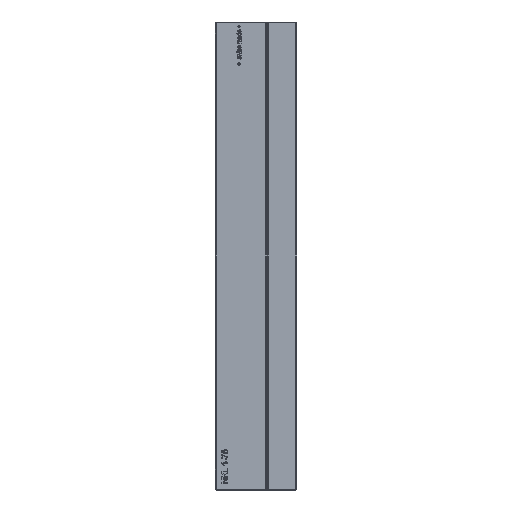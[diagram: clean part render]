
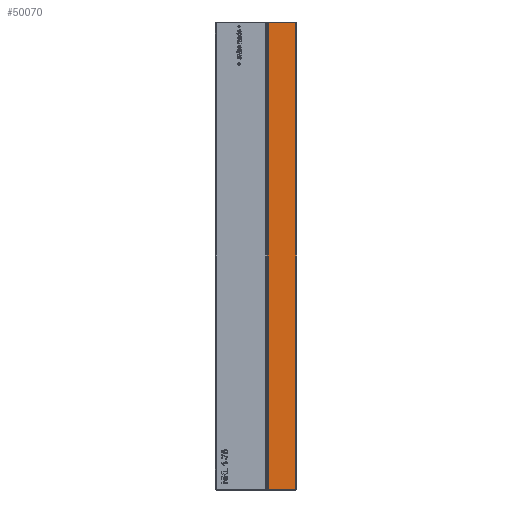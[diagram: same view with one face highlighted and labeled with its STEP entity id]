
A CAD part, left-side view. The second image highlights one B-rep face of the part: STEP entity #50070.
In plain terms, the highlighted planar face has unit normal (-1, 0, 0).
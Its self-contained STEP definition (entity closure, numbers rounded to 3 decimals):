
#47426 = PLANE('',#47427);
#47427 = AXIS2_PLACEMENT_3D('',#47428,#47429,#47430);
#47428 = CARTESIAN_POINT('',(-14.925,4.605,0.));
#47429 = DIRECTION('',(0.707,-0.707,0.));
#47430 = DIRECTION('',(0.,0.,1.));
#47728 = PLANE('',#47729);
#47729 = AXIS2_PLACEMENT_3D('',#47730,#47731,#47732);
#47730 = CARTESIAN_POINT('',(-14.925,0.,0.075));
#47731 = DIRECTION('',(0.707,0.,
    0.707));
#47732 = DIRECTION('',(0.,-1.,0.));
#48030 = PLANE('',#48031);
#48031 = AXIS2_PLACEMENT_3D('',#48032,#48033,#48034);
#48032 = CARTESIAN_POINT('',(-14.925,0.,74.925));
#48033 = DIRECTION('',(-0.707,0.,
    0.707));
#48034 = DIRECTION('',(0.,-1.,0.));
#48504 = VERTEX_POINT('',#48505);
#48505 = CARTESIAN_POINT('',(-15.,4.53,74.85));
#48526 = EDGE_CURVE('',#48527,#48504,#48529,.T.);
#48527 = VERTEX_POINT('',#48528);
#48528 = CARTESIAN_POINT('',(-15.,4.53,0.15));
#48529 = SURFACE_CURVE('',#48530,(#48534,#48541),.PCURVE_S1.);
#48530 = LINE('',#48531,#48532);
#48531 = CARTESIAN_POINT('',(-15.,4.53,0.));
#48532 = VECTOR('',#48533,1.);
#48533 = DIRECTION('',(0.,0.,1.));
#48534 = PCURVE('',#47426,#48535);
#48535 = DEFINITIONAL_REPRESENTATION('',(#48536),#48540);
#48536 = LINE('',#48537,#48538);
#48537 = CARTESIAN_POINT('',(0.,0.106));
#48538 = VECTOR('',#48539,1.);
#48539 = DIRECTION('',(1.,0.));
#48540 = ( GEOMETRIC_REPRESENTATION_CONTEXT(2) 
PARAMETRIC_REPRESENTATION_CONTEXT() REPRESENTATION_CONTEXT('2D SPACE',''
  ) );
#48541 = PCURVE('',#48542,#48547);
#48542 = PLANE('',#48543);
#48543 = AXIS2_PLACEMENT_3D('',#48544,#48545,#48546);
#48544 = CARTESIAN_POINT('',(-15.,0.,0.));
#48545 = DIRECTION('',(-1.,0.,0.));
#48546 = DIRECTION('',(0.,1.,0.));
#48547 = DEFINITIONAL_REPRESENTATION('',(#48548),#48552);
#48548 = LINE('',#48549,#48550);
#48549 = CARTESIAN_POINT('',(4.53,0.));
#48550 = VECTOR('',#48551,1.);
#48551 = DIRECTION('',(0.,-1.));
#48552 = ( GEOMETRIC_REPRESENTATION_CONTEXT(2) 
PARAMETRIC_REPRESENTATION_CONTEXT() REPRESENTATION_CONTEXT('2D SPACE',''
  ) );
#48851 = VERTEX_POINT('',#48852);
#48852 = CARTESIAN_POINT('',(-15.,0.15,0.15));
#48878 = EDGE_CURVE('',#48851,#48527,#48879,.T.);
#48879 = SURFACE_CURVE('',#48880,(#48884,#48891),.PCURVE_S1.);
#48880 = LINE('',#48881,#48882);
#48881 = CARTESIAN_POINT('',(-15.,0.,0.15));
#48882 = VECTOR('',#48883,1.);
#48883 = DIRECTION('',(0.,1.,0.));
#48884 = PCURVE('',#47728,#48885);
#48885 = DEFINITIONAL_REPRESENTATION('',(#48886),#48890);
#48886 = LINE('',#48887,#48888);
#48887 = CARTESIAN_POINT('',(0.,-0.106));
#48888 = VECTOR('',#48889,1.);
#48889 = DIRECTION('',(-1.,0.));
#48890 = ( GEOMETRIC_REPRESENTATION_CONTEXT(2) 
PARAMETRIC_REPRESENTATION_CONTEXT() REPRESENTATION_CONTEXT('2D SPACE',''
  ) );
#48891 = PCURVE('',#48542,#48892);
#48892 = DEFINITIONAL_REPRESENTATION('',(#48893),#48897);
#48893 = LINE('',#48894,#48895);
#48894 = CARTESIAN_POINT('',(0.,-0.15));
#48895 = VECTOR('',#48896,1.);
#48896 = DIRECTION('',(1.,0.));
#48897 = ( GEOMETRIC_REPRESENTATION_CONTEXT(2) 
PARAMETRIC_REPRESENTATION_CONTEXT() REPRESENTATION_CONTEXT('2D SPACE',''
  ) );
#49490 = VERTEX_POINT('',#49491);
#49491 = CARTESIAN_POINT('',(-15.,0.15,74.85));
#49517 = EDGE_CURVE('',#49490,#48504,#49518,.T.);
#49518 = SURFACE_CURVE('',#49519,(#49523,#49530),.PCURVE_S1.);
#49519 = LINE('',#49520,#49521);
#49520 = CARTESIAN_POINT('',(-15.,0.,74.85));
#49521 = VECTOR('',#49522,1.);
#49522 = DIRECTION('',(0.,1.,0.));
#49523 = PCURVE('',#48030,#49524);
#49524 = DEFINITIONAL_REPRESENTATION('',(#49525),#49529);
#49525 = LINE('',#49526,#49527);
#49526 = CARTESIAN_POINT('',(0.,-0.106));
#49527 = VECTOR('',#49528,1.);
#49528 = DIRECTION('',(-1.,0.));
#49529 = ( GEOMETRIC_REPRESENTATION_CONTEXT(2) 
PARAMETRIC_REPRESENTATION_CONTEXT() REPRESENTATION_CONTEXT('2D SPACE',''
  ) );
#49530 = PCURVE('',#48542,#49531);
#49531 = DEFINITIONAL_REPRESENTATION('',(#49532),#49536);
#49532 = LINE('',#49533,#49534);
#49533 = CARTESIAN_POINT('',(0.,-74.85));
#49534 = VECTOR('',#49535,1.);
#49535 = DIRECTION('',(1.,0.));
#49536 = ( GEOMETRIC_REPRESENTATION_CONTEXT(2) 
PARAMETRIC_REPRESENTATION_CONTEXT() REPRESENTATION_CONTEXT('2D SPACE',''
  ) );
#50070 = ADVANCED_FACE('',(#50071),#48542,.T.);
#50071 = FACE_BOUND('',#50072,.T.);
#50072 = EDGE_LOOP('',(#50073,#50074,#50075,#50101));
#50073 = ORIENTED_EDGE('',*,*,#48526,.F.);
#50074 = ORIENTED_EDGE('',*,*,#48878,.F.);
#50075 = ORIENTED_EDGE('',*,*,#50076,.T.);
#50076 = EDGE_CURVE('',#48851,#49490,#50077,.T.);
#50077 = SURFACE_CURVE('',#50078,(#50082,#50089),.PCURVE_S1.);
#50078 = LINE('',#50079,#50080);
#50079 = CARTESIAN_POINT('',(-15.,0.15,0.));
#50080 = VECTOR('',#50081,1.);
#50081 = DIRECTION('',(0.,0.,1.));
#50082 = PCURVE('',#48542,#50083);
#50083 = DEFINITIONAL_REPRESENTATION('',(#50084),#50088);
#50084 = LINE('',#50085,#50086);
#50085 = CARTESIAN_POINT('',(0.15,0.));
#50086 = VECTOR('',#50087,1.);
#50087 = DIRECTION('',(0.,-1.));
#50088 = ( GEOMETRIC_REPRESENTATION_CONTEXT(2) 
PARAMETRIC_REPRESENTATION_CONTEXT() REPRESENTATION_CONTEXT('2D SPACE',''
  ) );
#50089 = PCURVE('',#50090,#50095);
#50090 = PLANE('',#50091);
#50091 = AXIS2_PLACEMENT_3D('',#50092,#50093,#50094);
#50092 = CARTESIAN_POINT('',(-14.925,0.075,0.));
#50093 = DIRECTION('',(0.707,0.707,0.
    ));
#50094 = DIRECTION('',(0.,0.,1.));
#50095 = DEFINITIONAL_REPRESENTATION('',(#50096),#50100);
#50096 = LINE('',#50097,#50098);
#50097 = CARTESIAN_POINT('',(0.,-0.106));
#50098 = VECTOR('',#50099,1.);
#50099 = DIRECTION('',(1.,0.));
#50100 = ( GEOMETRIC_REPRESENTATION_CONTEXT(2) 
PARAMETRIC_REPRESENTATION_CONTEXT() REPRESENTATION_CONTEXT('2D SPACE',''
  ) );
#50101 = ORIENTED_EDGE('',*,*,#49517,.T.);
